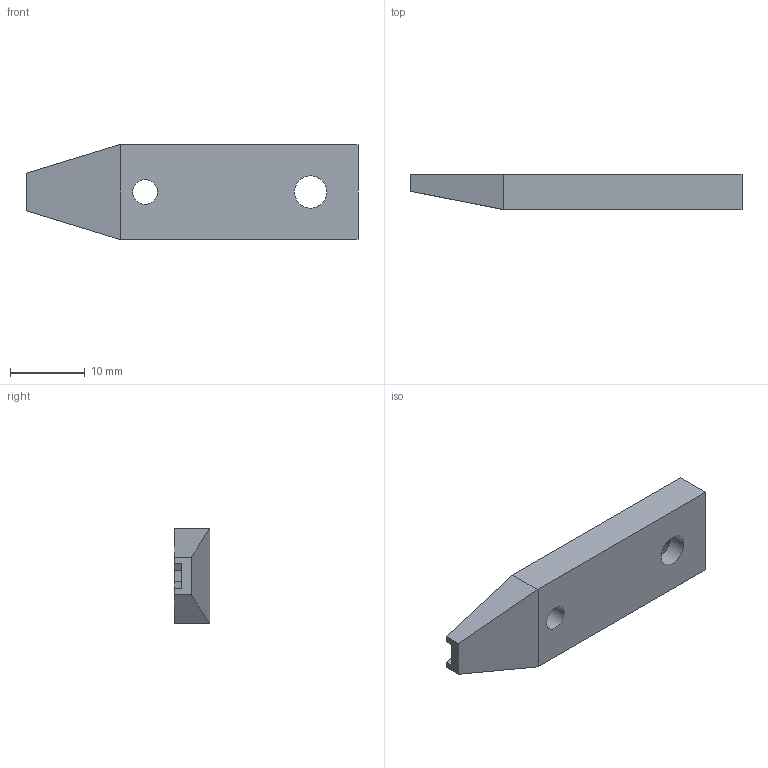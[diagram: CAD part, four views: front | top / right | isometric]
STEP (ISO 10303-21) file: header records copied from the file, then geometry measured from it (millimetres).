
FILE_DESCRIPTION(/* description */ (''),/* implementation_level */ '2;1');
FILE_NAME(/* name */ 'ArmBar- AXEl lab.stp',/* time_stamp */ '2023-02-02T13:08:46-05:00',/* author */ ('Tanya'),/* organization */ (''),/* preprocessor_version */ 'ST-DEVELOPER v19',/* originating_system */ 'Autodesk Inventor 2023',/* authorisation */ '');
FILE_SCHEMA (('AUTOMOTIVE_DESIGN { 1 0 10303 214 3 1 1 }'));
Length unit declared in the file: inch
Products named in the file (1): ArmBar- AXEl lab
Bounding box: 44.45 x 4.76 x 12.7 mm (x, y, z)
Volume: 2176.4 mm3; surface area: 1565.8 mm2
Topology: 1 solids, 1 shells, 16 faces, 41 edges, 27 vertices
Faces by surface type: plane 13, cylinder 2, cone 1
Full cylindrical faces by diameter (mm): 3.302 x1, 4.318 x1
Entity records: 535 total; most frequent: CARTESIAN_POINT 85, ORIENTED_EDGE 82, DIRECTION 80, EDGE_CURVE 41, LINE 36, VECTOR 36, VERTEX_POINT 27, AXIS2_PLACEMENT_3D 22
